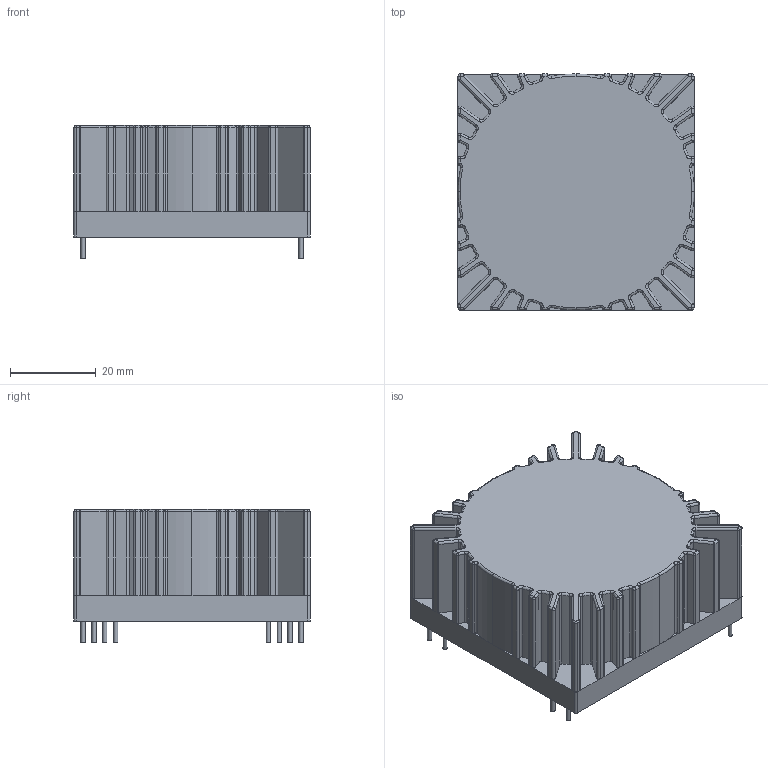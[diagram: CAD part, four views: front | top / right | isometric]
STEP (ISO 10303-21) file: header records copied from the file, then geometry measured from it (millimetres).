
FILE_DESCRIPTION(('FreeCAD Model'),'2;1');
FILE_NAME('10VA_7004X.step', '2020-01-26T10:33:11',('Author'),(''), 'Open CASCADE STEP processor 7.3','FreeCAD','Unknown');
FILE_SCHEMA(('AUTOMOTIVE_DESIGN { 1 0 10303 214 1 1 1 1 }'));
Length unit declared in the file: millimetre
Products named in the file (9): Extrude002; Extrude003; Extrude004; Extrude005; Extrude006; Extrude007; Extrude008; Extrude009; Pocket001
Bounding box: 55 x 55 x 31 mm (x, y, z)
Volume: 70480.6 mm3; surface area: 15419.2 mm2
Topology: 9 solids, 9 shells, 520 faces, 1199 edges, 638 vertices
Faces by surface type: cylinder 237, plane 135, torus 88, sphere 60
Full cylindrical faces by diameter (mm): 1 x8, 4 x1
Entity records: 29448 total; most frequent: CARTESIAN_POINT 5383, DIRECTION 4951, LINE 2512, VECTOR 2512, ORIENTED_EDGE 2278, PCURVE 2278, DEFINITIONAL_REPRESENTATION 2278, AXIS2_PLACEMENT_3D 1155
